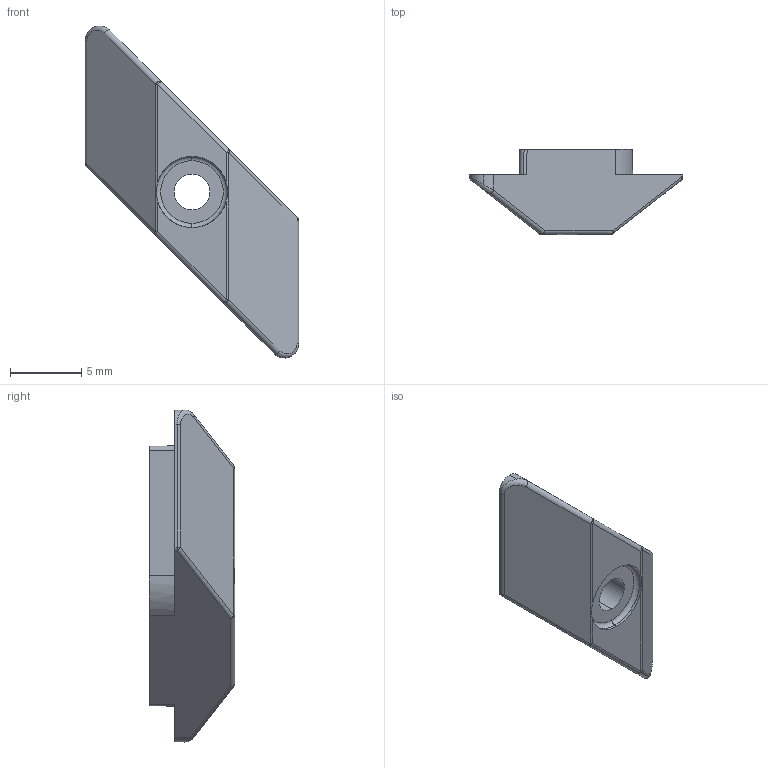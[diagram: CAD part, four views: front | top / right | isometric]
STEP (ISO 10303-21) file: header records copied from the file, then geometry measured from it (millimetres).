
FILE_DESCRIPTION (( 'STEP AP214' ), '1' );
FILE_NAME ('096r080318z.STEP', '2014-08-19T06:01:06', ( '' ), ( '' ), 'SwSTEP 2.0', 'SolidWorks 2014', '' );
FILE_SCHEMA (( 'AUTOMOTIVE_DESIGN' ));
Length unit declared in the file: millimetre
Products named in the file (1): 096r080318z
Bounding box: 14.98 x 6 x 23.33 mm (x, y, z)
Volume: 603.1 mm3; surface area: 592.9 mm2
Topology: 1 solids, 1 shells, 50 faces, 122 edges, 70 vertices
Faces by surface type: cylinder 24, plane 14, sphere 6, torus 2, cone 2, bspline 2
Entity records: 1515 total; most frequent: CARTESIAN_POINT 356, DIRECTION 242, ORIENTED_EDGE 236, EDGE_CURVE 118, AXIS2_PLACEMENT_3D 92, VERTEX_POINT 70, VECTOR 58, LINE 58
